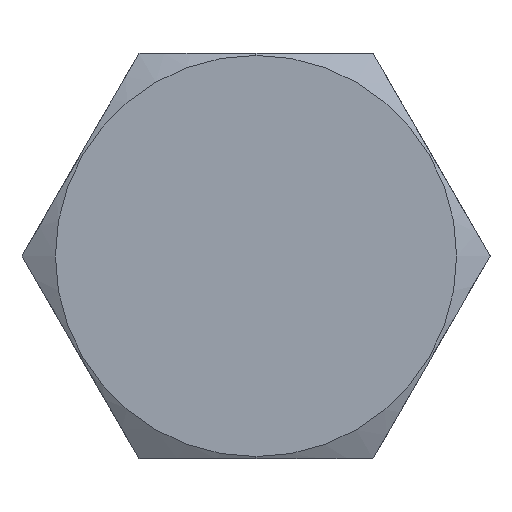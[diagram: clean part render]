
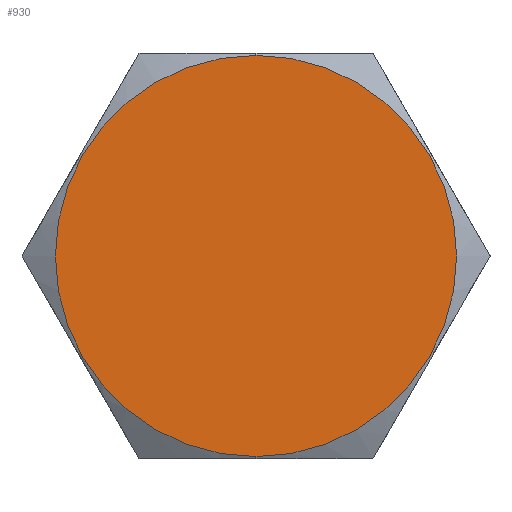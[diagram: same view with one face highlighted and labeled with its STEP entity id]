
A CAD part, left-side view. The second image highlights one B-rep face of the part: STEP entity #930.
In plain terms, the highlighted planar face has unit normal (-1, 0, 0).
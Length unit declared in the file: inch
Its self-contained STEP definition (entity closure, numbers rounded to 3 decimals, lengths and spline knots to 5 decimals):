
#61 = EDGE_CURVE ( 'NONE', #588, #4369, #718, .T. ) ;
#413 = CARTESIAN_POINT ( 'NONE',  ( 0., 0., 0. ) ) ;
#588 = VERTEX_POINT ( 'NONE', #4339 ) ;
#718 = CIRCLE ( 'NONE', #999, 0.495 ) ;
#834 = ORIENTED_EDGE ( 'NONE', *, *, #61, .T. ) ;
#930 = ADVANCED_FACE ( 'NONE', ( #2118 ), #2043, .F. ) ;
#999 = AXIS2_PLACEMENT_3D ( 'NONE', #1744, #2966, #3763 ) ;
#1363 = CIRCLE ( 'NONE', #3977, 0.495 ) ;
#1622 = DIRECTION ( 'NONE',  ( 0., 0., -1. ) ) ;
#1681 = DIRECTION ( 'NONE',  ( 1., 0., 0. ) ) ;
#1744 = CARTESIAN_POINT ( 'NONE',  ( 0., 0., 0. ) ) ;
#2043 = PLANE ( 'NONE',  #3314 ) ;
#2118 = FACE_OUTER_BOUND ( 'NONE', #2160, .T. ) ;
#2160 = EDGE_LOOP ( 'NONE', ( #834, #4414 ) ) ;
#2278 = EDGE_CURVE ( 'NONE', #4369, #588, #1363, .T. ) ;
#2448 = DIRECTION ( 'NONE',  ( 0., 0., 1. ) ) ;
#2966 = DIRECTION ( 'NONE',  ( -1., 0., 0. ) ) ;
#3314 = AXIS2_PLACEMENT_3D ( 'NONE', #4799, #1681, #1622 ) ;
#3588 = DIRECTION ( 'NONE',  ( -1., 0., 0. ) ) ;
#3763 = DIRECTION ( 'NONE',  ( 0., 0., 1. ) ) ;
#3834 = CARTESIAN_POINT ( 'NONE',  ( 0., 0., 0.495 ) ) ;
#3977 = AXIS2_PLACEMENT_3D ( 'NONE', #413, #3588, #2448 ) ;
#4339 = CARTESIAN_POINT ( 'NONE',  ( 0., 0., -0.495 ) ) ;
#4369 = VERTEX_POINT ( 'NONE', #3834 ) ;
#4414 = ORIENTED_EDGE ( 'NONE', *, *, #2278, .T. ) ;
#4799 = CARTESIAN_POINT ( 'NONE',  ( 0., 0., 0. ) ) ;
